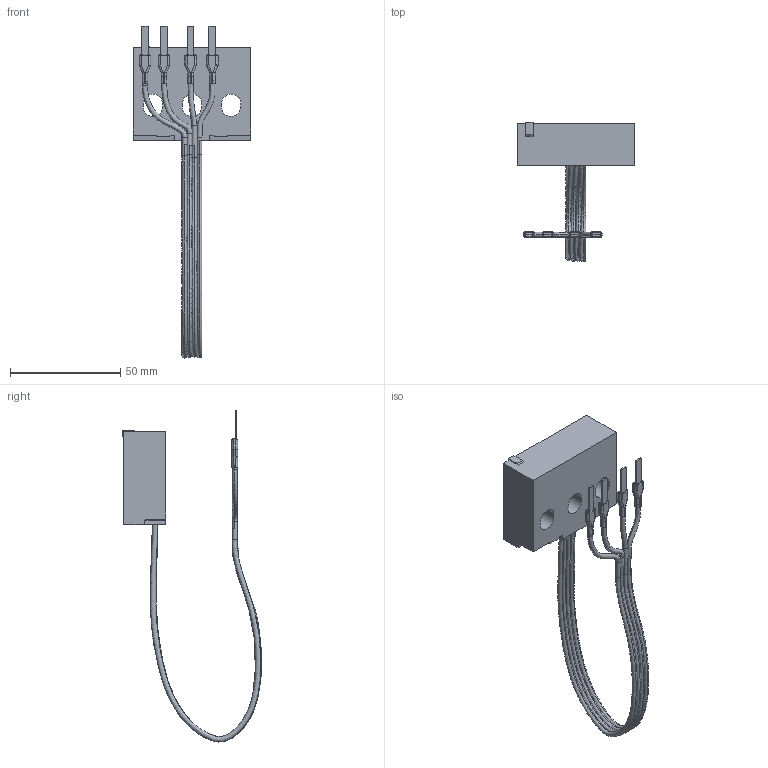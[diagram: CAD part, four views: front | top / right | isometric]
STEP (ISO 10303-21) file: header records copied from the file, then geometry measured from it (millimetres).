
FILE_DESCRIPTION((''),'2;1');
FILE_NAME('A9MEM1570_3D-SIMPLIFIED_ASM','2017-10-03T',('mcordero'),(''),'PRO/ENGINEER BY PARAMETRIC TECHNOLOGY CORPORATION, 2014090','PRO/ENGINEER BY PARAMETRIC TECHNOLOGY CORPORATION, 2014090','');
FILE_SCHEMA(('CONFIG_CONTROL_DESIGN'));
Length unit declared in the file: millimetre
Products named in the file (11): CORPS; FIL-1; FIL-2; PRT1458; PRT1459; FIL-3; FIL-4; PRT1455; PRT1456; A9MEM1570_3D-SIMPLIFIED-2_ASM; A9MEM1570_3D-SIMPLIFIED_ASM
Assembly tree (10 placements, depth 3):
  A9MEM1570_3D-SIMPLIFIED_ASM
    A9MEM1570_3D-SIMPLIFIED-2_ASM
      CORPS
      FIL-1
      FIL-2
      PRT1458
      PRT1459
      FIL-3
      FIL-4
      PRT1455
      PRT1456
Bounding box: 53.4 x 63.03 x 150.57 mm (x, y, z)
Volume: 42462.8 mm3; surface area: 18179.6 mm2
Topology: 9 solids, 9 shells, 251 faces, 668 edges, 440 vertices
Faces by surface type: plane 148, cylinder 86, bspline 16, cone 1
Entity records: 14706 total; most frequent: CARTESIAN_POINT 8213, ORIENTED_EDGE 1336, DIRECTION 1298, EDGE_CURVE 668, VERTEX_POINT 440, AXIS2_PLACEMENT_3D 435, VECTOR 428, LINE 428
